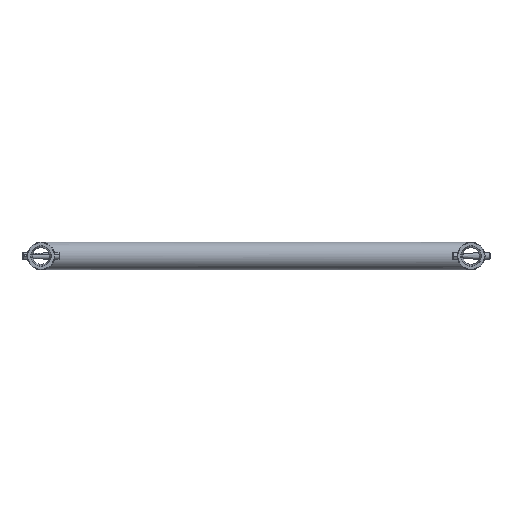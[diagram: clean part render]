
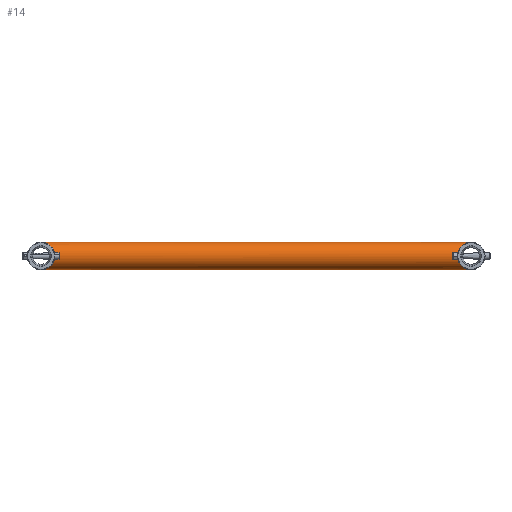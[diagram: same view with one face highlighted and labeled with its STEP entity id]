
A CAD part, front view. The second image highlights one B-rep face of the part: STEP entity #14.
In plain terms, the highlighted cylindrical face has radius 24.15 mm (diameter 48.3 mm), a partial arc.
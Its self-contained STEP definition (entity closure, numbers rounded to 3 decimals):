
#14 = ADVANCED_FACE ( 'NONE', ( #4427 ), #4055, .T. ) ;
#45 = LINE ( 'NONE', #1147, #1430 ) ;
#121 = CARTESIAN_POINT ( 'NONE',  ( 375., 0., -24.15 ) ) ;
#441 =( BOUNDED_CURVE ( )  B_SPLINE_CURVE ( 3, ( #4347, #4026, #2402, #1611 ),
 .UNSPECIFIED., .F., .T. ) 
 B_SPLINE_CURVE_WITH_KNOTS ( ( 4, 4 ),
 ( 1.571, 4.712 ),
 .UNSPECIFIED. ) 
 CURVE ( )  GEOMETRIC_REPRESENTATION_ITEM ( )  RATIONAL_B_SPLINE_CURVE ( ( 1., 0.333, 0.333, 1. ) ) 
 REPRESENTATION_ITEM ( '' )  );
#618 = ORIENTED_EDGE ( 'NONE', *, *, #2767, .F. ) ;
#675 = CARTESIAN_POINT ( 'NONE',  ( -375., 0., -24.15 ) ) ;
#689 = CARTESIAN_POINT ( 'NONE',  ( 326.7, -48.3, -24.15 ) ) ;
#907 = CARTESIAN_POINT ( 'NONE',  ( 375., 0., 0. ) ) ;
#1147 = CARTESIAN_POINT ( 'NONE',  ( 375., 0., 24.15 ) ) ;
#1318 = VERTEX_POINT ( 'NONE', #121 ) ;
#1394 = VERTEX_POINT ( 'NONE', #675 ) ;
#1430 = VECTOR ( 'NONE', #3088, 1000. ) ;
#1558 = CARTESIAN_POINT ( 'NONE',  ( 326.7, -48.3, 24.15 ) ) ;
#1600 = VERTEX_POINT ( 'NONE', #1803 ) ;
#1611 = CARTESIAN_POINT ( 'NONE',  ( -375., 0., -24.15 ) ) ;
#1677 = DIRECTION ( 'NONE',  ( 0., 0., 1. ) ) ;
#1770 = VECTOR ( 'NONE', #2230, 1000. ) ;
#1803 = CARTESIAN_POINT ( 'NONE',  ( 375., 0., 24.15 ) ) ;
#2186 = LINE ( 'NONE', #2533, #1770 ) ;
#2198 = CARTESIAN_POINT ( 'NONE',  ( -375., 0., 24.15 ) ) ;
#2230 = DIRECTION ( 'NONE',  ( -1., 0., 0. ) ) ;
#2402 = CARTESIAN_POINT ( 'NONE',  ( -326.7, -48.3, -24.15 ) ) ;
#2466 = DIRECTION ( 'NONE',  ( -1., 0., 0. ) ) ;
#2533 = CARTESIAN_POINT ( 'NONE',  ( 375., 0., -24.15 ) ) ;
#2577 = ORIENTED_EDGE ( 'NONE', *, *, #2665, .T. ) ;
#2665 = EDGE_CURVE ( 'NONE', #4101, #1394, #441, .T. ) ;
#2767 = EDGE_CURVE ( 'NONE', #1318, #1394, #2186, .T. ) ;
#3079 = EDGE_LOOP ( 'NONE', ( #618, #5047, #4690, #2577 ) ) ;
#3088 = DIRECTION ( 'NONE',  ( -1., 0., 0. ) ) ;
#3447 =( BOUNDED_CURVE ( )  B_SPLINE_CURVE ( 3, ( #4269, #689, #1558, #3491 ),
 .UNSPECIFIED., .F., .F. ) 
 B_SPLINE_CURVE_WITH_KNOTS ( ( 4, 4 ),
 ( 4.712, 7.854 ),
 .UNSPECIFIED. ) 
 CURVE ( )  GEOMETRIC_REPRESENTATION_ITEM ( )  RATIONAL_B_SPLINE_CURVE ( ( 1., 0.333, 0.333, 1. ) ) 
 REPRESENTATION_ITEM ( '' )  );
#3491 = CARTESIAN_POINT ( 'NONE',  ( 375., 0., 24.15 ) ) ;
#3530 = EDGE_CURVE ( 'NONE', #1600, #4101, #45, .T. ) ;
#3570 = EDGE_CURVE ( 'NONE', #1318, #1600, #3447, .T. ) ;
#4026 = CARTESIAN_POINT ( 'NONE',  ( -326.7, -48.3, 24.15 ) ) ;
#4055 = CYLINDRICAL_SURFACE ( 'NONE', #4245, 24.15 ) ;
#4101 = VERTEX_POINT ( 'NONE', #2198 ) ;
#4245 = AXIS2_PLACEMENT_3D ( 'NONE', #907, #2466, #1677 ) ;
#4269 = CARTESIAN_POINT ( 'NONE',  ( 375., 0., -24.15 ) ) ;
#4347 = CARTESIAN_POINT ( 'NONE',  ( -375., 0., 24.15 ) ) ;
#4427 = FACE_OUTER_BOUND ( 'NONE', #3079, .T. ) ;
#4690 = ORIENTED_EDGE ( 'NONE', *, *, #3530, .T. ) ;
#5047 = ORIENTED_EDGE ( 'NONE', *, *, #3570, .T. ) ;
